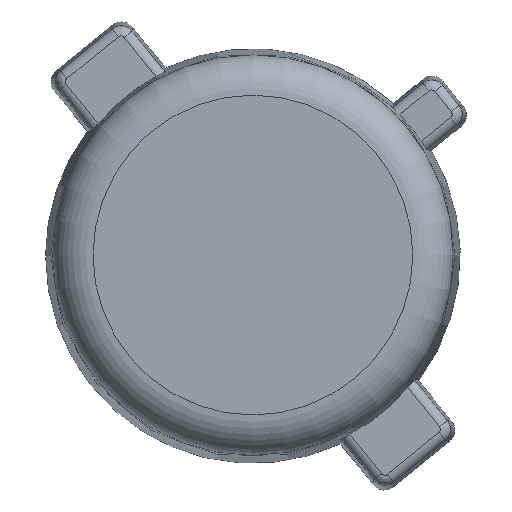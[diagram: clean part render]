
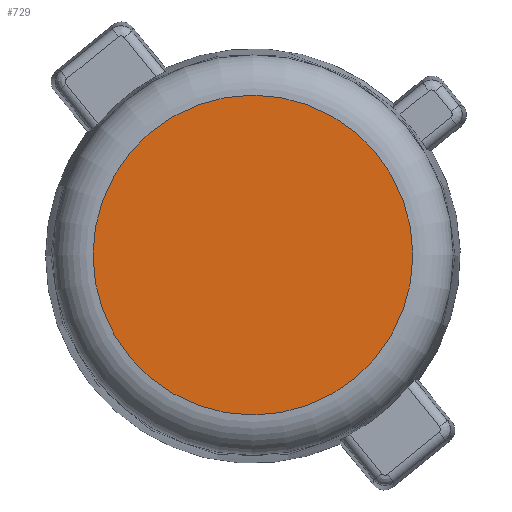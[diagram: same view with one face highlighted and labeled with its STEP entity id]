
A CAD part, top view. The second image highlights one B-rep face of the part: STEP entity #729.
In plain terms, the highlighted planar face has unit normal (0, 0, 1).
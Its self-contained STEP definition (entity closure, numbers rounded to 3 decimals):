
#87=PLANE('',#831);
#132=FACE_OUTER_BOUND('',#180,.T.);
#180=EDGE_LOOP('',(#679));
#298=CIRCLE('',#829,3.972);
#364=VERTEX_POINT('',#1476);
#468=EDGE_CURVE('',#364,#364,#298,.T.);
#679=ORIENTED_EDGE('',*,*,#468,.F.);
#729=ADVANCED_FACE('',(#132),#87,.T.);
#829=AXIS2_PLACEMENT_3D('',#1477,#1048,#1049);
#831=AXIS2_PLACEMENT_3D('',#1479,#1052,#1053);
#1048=DIRECTION('center_axis',(0.,0.,-1.));
#1049=DIRECTION('ref_axis',(1.,0.,0.));
#1052=DIRECTION('center_axis',(0.,0.,1.));
#1053=DIRECTION('ref_axis',(1.,0.,0.));
#1476=CARTESIAN_POINT('',(22.051,-7.653,13.));
#1477=CARTESIAN_POINT('Origin',(26.023,-7.653,13.));
#1479=CARTESIAN_POINT('Origin',(26.023,-7.653,13.));
